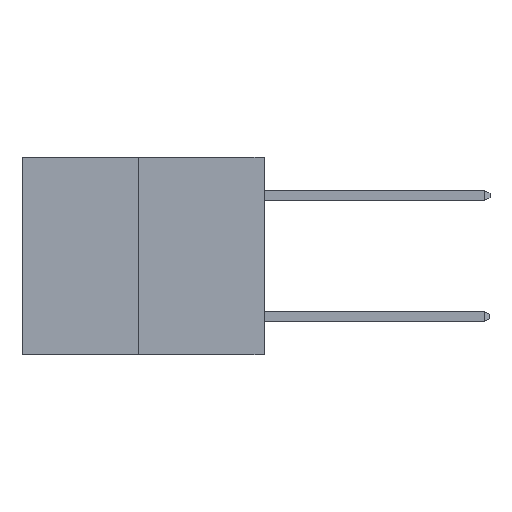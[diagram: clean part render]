
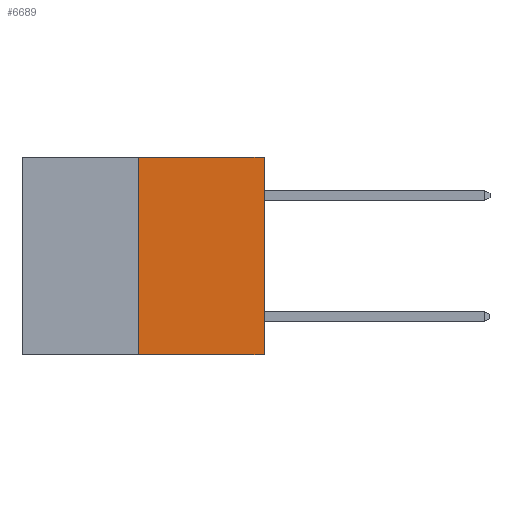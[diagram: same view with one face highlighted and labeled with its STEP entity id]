
A CAD part, left-side view. The second image highlights one B-rep face of the part: STEP entity #6689.
In plain terms, the highlighted planar face has unit normal (-1, 0, 0).
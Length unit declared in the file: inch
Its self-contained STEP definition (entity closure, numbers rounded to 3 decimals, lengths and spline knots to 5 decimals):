
#492 = EDGE_CURVE ( 'NONE', #5037, #2986, #803, .T. ) ;
#794 = DIRECTION ( 'NONE',  ( 0., -1., 0. ) ) ;
#803 = LINE ( 'NONE', #7728, #2064 ) ;
#2064 = VECTOR ( 'NONE', #5148, 39.37008 ) ;
#2376 = PLANE ( 'NONE',  #9561 ) ;
#2986 = VERTEX_POINT ( 'NONE', #10294 ) ;
#3200 = LINE ( 'NONE', #16097, #14690 ) ;
#3769 = FACE_OUTER_BOUND ( 'NONE', #6771, .T. ) ;
#4837 = LINE ( 'NONE', #14006, #13266 ) ;
#4929 = DIRECTION ( 'NONE',  ( 0., -1., 0. ) ) ;
#5037 = VERTEX_POINT ( 'NONE', #14122 ) ;
#5148 = DIRECTION ( 'NONE',  ( 0., 0., 1. ) ) ;
#5815 = EDGE_CURVE ( 'NONE', #8214, #2986, #4837, .T. ) ;
#6043 = CARTESIAN_POINT ( 'NONE',  ( 0., 0.6, -0.49 ) ) ;
#6564 = VERTEX_POINT ( 'NONE', #12490 ) ;
#6689 = ADVANCED_FACE ( 'NONE', ( #3769 ), #2376, .F. ) ;
#6771 = EDGE_LOOP ( 'NONE', ( #15220, #14586, #16415, #10470 ) ) ;
#7623 = DIRECTION ( 'NONE',  ( 0., 0., -1. ) ) ;
#7728 = CARTESIAN_POINT ( 'NONE',  ( 0., 0., 0. ) ) ;
#8214 = VERTEX_POINT ( 'NONE', #13384 ) ;
#8853 = DIRECTION ( 'NONE',  ( 0., 0., 1. ) ) ;
#9335 = EDGE_CURVE ( 'NONE', #6564, #5037, #13393, .T. ) ;
#9561 = AXIS2_PLACEMENT_3D ( 'NONE', #12854, #15476, #7623 ) ;
#10294 = CARTESIAN_POINT ( 'NONE',  ( 0., 0., 0. ) ) ;
#10470 = ORIENTED_EDGE ( 'NONE', *, *, #5815, .F. ) ;
#12490 = CARTESIAN_POINT ( 'NONE',  ( 0., 0.312, -0.49 ) ) ;
#12854 = CARTESIAN_POINT ( 'NONE',  ( 0., 0.6, 0. ) ) ;
#12867 = EDGE_CURVE ( 'NONE', #6564, #8214, #3200, .T. ) ;
#13266 = VECTOR ( 'NONE', #4929, 39.37008 ) ;
#13384 = CARTESIAN_POINT ( 'NONE',  ( 0., 0.312, 0. ) ) ;
#13393 = LINE ( 'NONE', #6043, #15022 ) ;
#14006 = CARTESIAN_POINT ( 'NONE',  ( 0., 0.6, 0. ) ) ;
#14122 = CARTESIAN_POINT ( 'NONE',  ( 0., 0., -0.49 ) ) ;
#14586 = ORIENTED_EDGE ( 'NONE', *, *, #9335, .T. ) ;
#14690 = VECTOR ( 'NONE', #8853, 39.37008 ) ;
#15022 = VECTOR ( 'NONE', #794, 39.37008 ) ;
#15220 = ORIENTED_EDGE ( 'NONE', *, *, #12867, .F. ) ;
#15476 = DIRECTION ( 'NONE',  ( 1., 0., 0. ) ) ;
#16097 = CARTESIAN_POINT ( 'NONE',  ( 0., 0.312, -0.49 ) ) ;
#16415 = ORIENTED_EDGE ( 'NONE', *, *, #492, .T. ) ;
